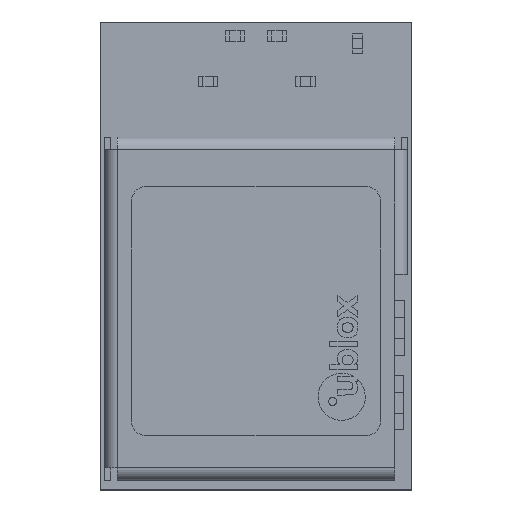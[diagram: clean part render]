
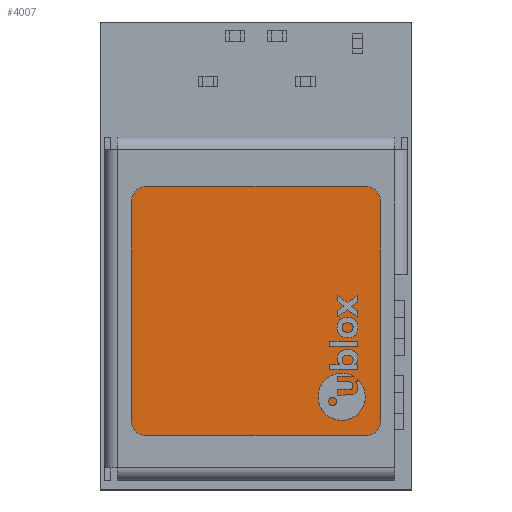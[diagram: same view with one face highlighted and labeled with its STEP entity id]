
A CAD part, top view. The second image highlights one B-rep face of the part: STEP entity #4007.
In plain terms, the highlighted planar face has unit normal (0, 0, 1).
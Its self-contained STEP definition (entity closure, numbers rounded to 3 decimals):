
#3851 = EDGE_CURVE('',#3852,#3854,#3856,.T.);
#3852 = VERTEX_POINT('',#3853);
#3853 = CARTESIAN_POINT('',(4.,-3.5,0.1));
#3854 = VERTEX_POINT('',#3855);
#3855 = CARTESIAN_POINT('',(4.,3.5,0.1));
#3856 = LINE('',#3857,#3858);
#3857 = CARTESIAN_POINT('',(4.,4.,0.1));
#3858 = VECTOR('',#3859,1.);
#3859 = DIRECTION('',(0.,1.,-0.));
#3902 = VERTEX_POINT('',#3903);
#3903 = CARTESIAN_POINT('',(-3.5,4.,0.1));
#3909 = EDGE_CURVE('',#3910,#3902,#3912,.T.);
#3910 = VERTEX_POINT('',#3911);
#3911 = CARTESIAN_POINT('',(3.5,4.,0.1));
#3912 = LINE('',#3913,#3914);
#3913 = CARTESIAN_POINT('',(-4.,4.,0.1));
#3914 = VECTOR('',#3915,1.);
#3915 = DIRECTION('',(-1.,-0.,-0.));
#3942 = VERTEX_POINT('',#3943);
#3943 = CARTESIAN_POINT('',(-4.,-3.5,0.1));
#3949 = EDGE_CURVE('',#3950,#3942,#3952,.T.);
#3950 = VERTEX_POINT('',#3951);
#3951 = CARTESIAN_POINT('',(-4.,3.5,0.1));
#3952 = LINE('',#3953,#3954);
#3953 = CARTESIAN_POINT('',(-4.,4.,0.1));
#3954 = VECTOR('',#3955,1.);
#3955 = DIRECTION('',(0.,-1.,0.));
#3971 = EDGE_CURVE('',#3972,#3974,#3976,.T.);
#3972 = VERTEX_POINT('',#3973);
#3973 = CARTESIAN_POINT('',(-3.5,-4.,0.1));
#3974 = VERTEX_POINT('',#3975);
#3975 = CARTESIAN_POINT('',(3.5,-4.,0.1));
#3976 = LINE('',#3977,#3978);
#3977 = CARTESIAN_POINT('',(-4.,-4.,0.1));
#3978 = VECTOR('',#3979,1.);
#3979 = DIRECTION('',(1.,0.,0.));
#4007 = ADVANCED_FACE('',(#4008),#4042,.T.);
#4008 = FACE_BOUND('',#4009,.T.);
#4009 = EDGE_LOOP('',(#4010,#4011,#4018,#4019,#4026,#4027,#4034,#4035));
#4010 = ORIENTED_EDGE('',*,*,#3949,.T.);
#4011 = ORIENTED_EDGE('',*,*,#4012,.T.);
#4012 = EDGE_CURVE('',#3942,#3972,#4013,.T.);
#4013 = CIRCLE('',#4014,0.5);
#4014 = AXIS2_PLACEMENT_3D('',#4015,#4016,#4017);
#4015 = CARTESIAN_POINT('',(-3.5,-3.5,0.1));
#4016 = DIRECTION('',(-0.,0.,1.));
#4017 = DIRECTION('',(1.,0.,0.));
#4018 = ORIENTED_EDGE('',*,*,#3971,.T.);
#4019 = ORIENTED_EDGE('',*,*,#4020,.T.);
#4020 = EDGE_CURVE('',#3974,#3852,#4021,.T.);
#4021 = CIRCLE('',#4022,0.5);
#4022 = AXIS2_PLACEMENT_3D('',#4023,#4024,#4025);
#4023 = CARTESIAN_POINT('',(3.5,-3.5,0.1));
#4024 = DIRECTION('',(-0.,0.,1.));
#4025 = DIRECTION('',(1.,0.,0.));
#4026 = ORIENTED_EDGE('',*,*,#3851,.T.);
#4027 = ORIENTED_EDGE('',*,*,#4028,.T.);
#4028 = EDGE_CURVE('',#3854,#3910,#4029,.T.);
#4029 = CIRCLE('',#4030,0.5);
#4030 = AXIS2_PLACEMENT_3D('',#4031,#4032,#4033);
#4031 = CARTESIAN_POINT('',(3.5,3.5,0.1));
#4032 = DIRECTION('',(-0.,0.,1.));
#4033 = DIRECTION('',(1.,0.,0.));
#4034 = ORIENTED_EDGE('',*,*,#3909,.T.);
#4035 = ORIENTED_EDGE('',*,*,#4036,.T.);
#4036 = EDGE_CURVE('',#3902,#3950,#4037,.T.);
#4037 = CIRCLE('',#4038,0.5);
#4038 = AXIS2_PLACEMENT_3D('',#4039,#4040,#4041);
#4039 = CARTESIAN_POINT('',(-3.5,3.5,0.1));
#4040 = DIRECTION('',(-0.,0.,1.));
#4041 = DIRECTION('',(1.,0.,0.));
#4042 = PLANE('',#4043);
#4043 = AXIS2_PLACEMENT_3D('',#4044,#4045,#4046);
#4044 = CARTESIAN_POINT('',(0.,0.,0.1));
#4045 = DIRECTION('',(-0.,0.,1.));
#4046 = DIRECTION('',(1.,0.,0.));
